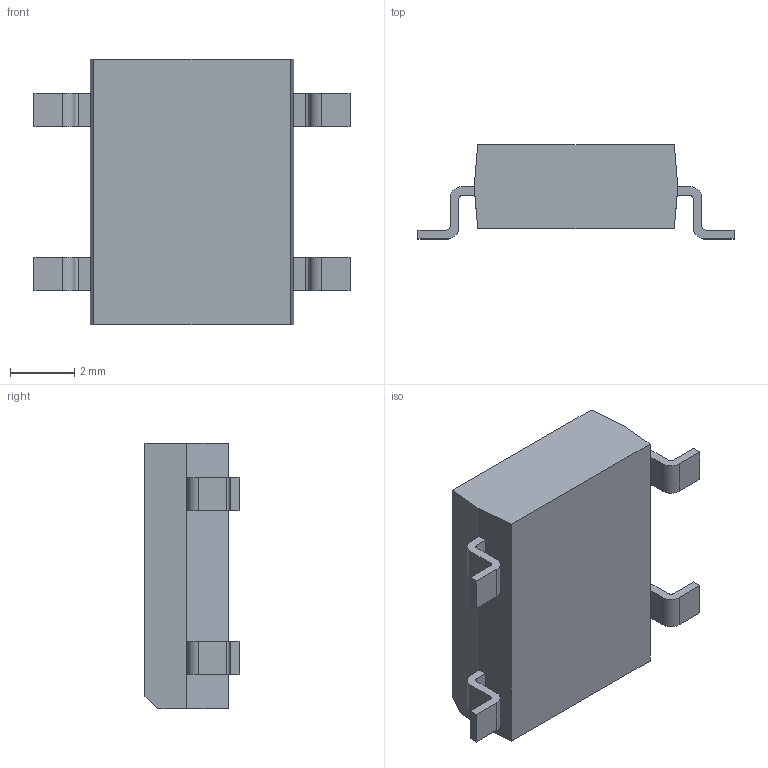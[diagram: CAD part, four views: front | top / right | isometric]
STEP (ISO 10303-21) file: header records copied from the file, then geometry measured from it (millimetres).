
FILE_DESCRIPTION (( 'STEP AP214' ), '1' );
FILE_NAME ('DF10S.STEP', '2021-08-31T00:44:45', ( '' ), ( '' ), 'SwSTEP 2.0', 'SolidWorks 2017', '' );
FILE_SCHEMA (( 'AUTOMOTIVE_DESIGN' ));
Length unit declared in the file: millimetre
Products named in the file (1): DF10S
Bounding box: 9.85 x 2.93 x 8.28 mm (x, y, z)
Volume: 137 mm3; surface area: 209.7 mm2
Topology: 5 solids, 5 shells, 100 faces, 258 edges, 172 vertices
Faces by surface type: plane 74, cylinder 26
Entity records: 3104 total; most frequent: CARTESIAN_POINT 537, ORIENTED_EDGE 516, DIRECTION 510, EDGE_CURVE 258, VECTOR 204, LINE 204, VERTEX_POINT 172, AXIS2_PLACEMENT_3D 153
